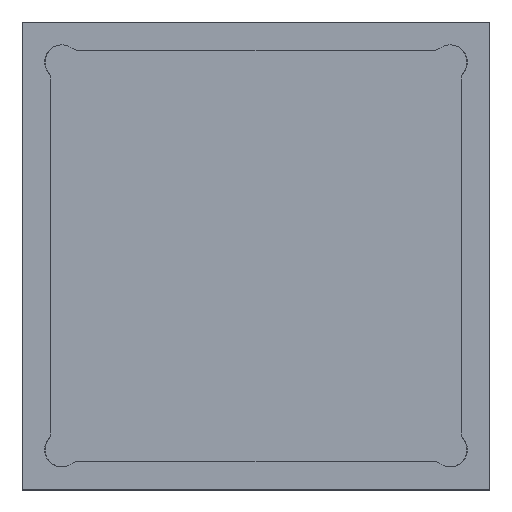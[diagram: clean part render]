
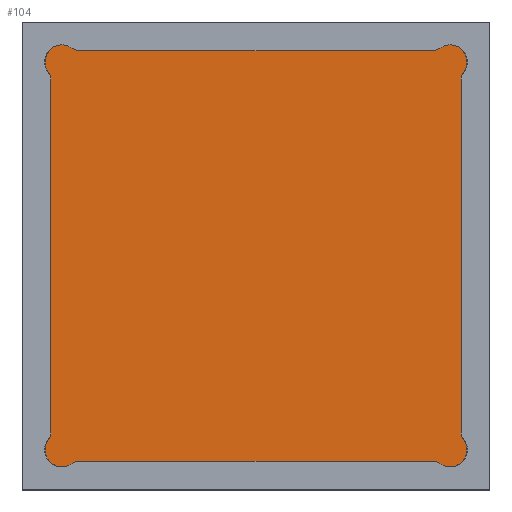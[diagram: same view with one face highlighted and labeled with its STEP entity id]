
A CAD part, top view. The second image highlights one B-rep face of the part: STEP entity #104.
In plain terms, the highlighted planar face has unit normal (0, 0, 1).
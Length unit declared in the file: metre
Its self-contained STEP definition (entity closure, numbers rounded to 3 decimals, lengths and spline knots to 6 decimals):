
#104=ADVANCED_FACE('0:18927',(#209),#210,.T.);
#209=FACE_OUTER_BOUND('',#560,.T.);
#210=PLANE('',#561);
#560=EDGE_LOOP('',(#873,#874,#875,#876,#877,#878,#879,#880,#881,#882,#883,#884,#885,#886,#887,#888,#889,#890,#891,#892,#893,#894,#895,#896));
#561=AXIS2_PLACEMENT_3D('',#897,#898,#899);
#873=ORIENTED_EDGE('',*,*,#1045,.F.);
#874=ORIENTED_EDGE('',*,*,#957,.T.);
#875=ORIENTED_EDGE('',*,*,#1021,.T.);
#876=ORIENTED_EDGE('',*,*,#1016,.F.);
#877=ORIENTED_EDGE('',*,*,#964,.F.);
#878=ORIENTED_EDGE('',*,*,#1028,.T.);
#879=ORIENTED_EDGE('',*,*,#1024,.T.);
#880=ORIENTED_EDGE('',*,*,#994,.F.);
#881=ORIENTED_EDGE('',*,*,#985,.T.);
#882=ORIENTED_EDGE('',*,*,#983,.T.);
#883=ORIENTED_EDGE('',*,*,#977,.F.);
#884=ORIENTED_EDGE('',*,*,#991,.F.);
#885=ORIENTED_EDGE('',*,*,#1003,.T.);
#886=ORIENTED_EDGE('',*,*,#967,.T.);
#887=ORIENTED_EDGE('',*,*,#1010,.T.);
#888=ORIENTED_EDGE('',*,*,#1005,.F.);
#889=ORIENTED_EDGE('',*,*,#974,.F.);
#890=ORIENTED_EDGE('',*,*,#1014,.T.);
#891=ORIENTED_EDGE('',*,*,#1048,.T.);
#892=ORIENTED_EDGE('',*,*,#1049,.F.);
#893=ORIENTED_EDGE('',*,*,#1050,.T.);
#894=ORIENTED_EDGE('',*,*,#954,.T.);
#895=ORIENTED_EDGE('',*,*,#948,.F.);
#896=ORIENTED_EDGE('',*,*,#1051,.F.);
#897=CARTESIAN_POINT('',(-0.027,0.025,0.015));
#898=DIRECTION('',(0.0,0.0,1.0));
#899=DIRECTION('',(1.0,0.0,0.0));
#948=EDGE_CURVE('0:2540',#1063,#1066,#1067,.F.);
#954=EDGE_CURVE('0:2407',#1073,#1066,#1076,.T.);
#957=EDGE_CURVE('0:19475',#1081,#1078,#1082,.F.);
#964=EDGE_CURVE('0:19472',#1092,#1088,#1094,.T.);
#967=EDGE_CURVE('0:19936',#1099,#1096,#1100,.F.);
#974=EDGE_CURVE('0:19933',#1110,#1106,#1112,.T.);
#977=EDGE_CURVE('0:19840',#1114,#1117,#1118,.F.);
#983=EDGE_CURVE('0:19828',#1124,#1117,#1127,.T.);
#985=EDGE_CURVE('0:19828',#1129,#1124,#1130,.T.);
#991=EDGE_CURVE('0:19840',#1137,#1114,#1139,.F.);
#994=EDGE_CURVE('0:19861',#1129,#1143,#1144,.F.);
#1003=EDGE_CURVE('0:19909',#1137,#1099,#1157,.F.);
#1005=EDGE_CURVE('0:19933',#1106,#1159,#1160,.T.);
#1010=EDGE_CURVE('0:19936',#1096,#1159,#1166,.F.);
#1014=EDGE_CURVE('0:19930',#1110,#1170,#1172,.F.);
#1016=EDGE_CURVE('0:19472',#1088,#1174,#1175,.T.);
#1021=EDGE_CURVE('0:19475',#1078,#1174,#1181,.F.);
#1024=EDGE_CURVE('0:19466',#1185,#1143,#1186,.F.);
#1028=EDGE_CURVE('0:19469',#1092,#1185,#1190,.F.);
#1045=EDGE_CURVE('0:19028',#1081,#1214,#1215,.F.);
#1048=EDGE_CURVE('0:18527',#1170,#1218,#1219,.F.);
#1049=EDGE_CURVE('0:2543',#1220,#1218,#1221,.F.);
#1050=EDGE_CURVE('0:2407',#1220,#1073,#1222,.T.);
#1051=EDGE_CURVE('0:2540',#1214,#1063,#1223,.F.);
#1063=VERTEX_POINT('',#1235);
#1066=VERTEX_POINT('',#1239);
#1067=ELLIPSE('',#1240,0.002,0.002);
#1073=VERTEX_POINT('',#1247);
#1076=ELLIPSE('',#1251,0.003,0.003);
#1078=VERTEX_POINT('',#1253);
#1081=VERTEX_POINT('',#1257);
#1082=ELLIPSE('',#1258,0.002,0.002);
#1088=VERTEX_POINT('',#1265);
#1092=VERTEX_POINT('',#1270);
#1094=ELLIPSE('',#1272,0.003,0.003);
#1096=VERTEX_POINT('',#1274);
#1099=VERTEX_POINT('',#1278);
#1100=ELLIPSE('',#1279,0.002,0.002);
#1106=VERTEX_POINT('',#1286);
#1110=VERTEX_POINT('',#1291);
#1112=ELLIPSE('',#1293,0.003,0.003);
#1114=VERTEX_POINT('',#1295);
#1117=VERTEX_POINT('',#1299);
#1118=ELLIPSE('',#1300,0.002,0.002);
#1124=VERTEX_POINT('',#1307);
#1127=ELLIPSE('',#1311,0.003,0.003);
#1129=VERTEX_POINT('',#1313);
#1130=ELLIPSE('',#1314,0.003,0.003);
#1137=VERTEX_POINT('',#1321);
#1139=ELLIPSE('',#1324,0.002,0.002);
#1143=VERTEX_POINT('',#1333);
#1144=B_SPLINE_CURVE_WITH_KNOTS('',3,(#1334,#1335,#1336,#1337,#1338,#1339),.UNSPECIFIED.,.F.,.F.,(4,2,4),(0.0,0.000631,0.001261),.UNSPECIFIED.);
#1157=LINE('',#1357,#1358);
#1159=VERTEX_POINT('',#1360);
#1160=ELLIPSE('',#1361,0.003,0.003);
#1166=ELLIPSE('',#1368,0.002,0.002);
#1170=VERTEX_POINT('',#1377);
#1172=B_SPLINE_CURVE_WITH_KNOTS('',3,(#1379,#1380,#1381,#1382,#1383,#1384),.UNSPECIFIED.,.F.,.F.,(4,2,4),(0.0,0.000631,0.001261),.UNSPECIFIED.);
#1174=VERTEX_POINT('',#1386);
#1175=ELLIPSE('',#1387,0.003,0.003);
#1181=ELLIPSE('',#1394,0.002,0.002);
#1185=VERTEX_POINT('',#1399);
#1186=LINE('',#1400,#1401);
#1190=B_SPLINE_CURVE_WITH_KNOTS('',3,(#1410,#1411,#1412,#1413,#1414,#1415),.UNSPECIFIED.,.F.,.F.,(4,2,4),(0.0,0.000631,0.001261),.UNSPECIFIED.);
#1214=VERTEX_POINT('',#1453);
#1215=LINE('',#1454,#1455);
#1218=VERTEX_POINT('',#1459);
#1219=LINE('',#1460,#1461);
#1220=VERTEX_POINT('',#1462);
#1221=B_SPLINE_CURVE_WITH_KNOTS('',3,(#1463,#1464,#1465,#1466,#1467,#1468),.UNSPECIFIED.,.F.,.F.,(4,2,4),(0.0,0.000631,0.001261),.UNSPECIFIED.);
#1222=ELLIPSE('',#1469,0.003,0.003);
#1223=ELLIPSE('',#1470,0.002,0.002);
#1235=CARTESIAN_POINT('',(-0.031588,-0.036103,0.015));
#1239=CARTESIAN_POINT('',(-0.032156,-0.0364,0.015));
#1240=AXIS2_PLACEMENT_3D('',#1483,#1484,#1485);
#1247=CARTESIAN_POINT('',(-0.036957,-0.034,0.015));
#1251=AXIS2_PLACEMENT_3D('',#1494,#1495,#1496);
#1253=CARTESIAN_POINT('',(0.031588,-0.036103,0.015));
#1257=CARTESIAN_POINT('',(0.030956,-0.036,0.015));
#1258=AXIS2_PLACEMENT_3D('',#1498,#1499,#1500);
#1265=CARTESIAN_POINT('',(0.036957,-0.034,0.015));
#1270=CARTESIAN_POINT('',(0.036383,-0.032235,0.015));
#1272=AXIS2_PLACEMENT_3D('',#1512,#1513,#1514);
#1274=CARTESIAN_POINT('',(-0.031588,0.036103,0.015));
#1278=CARTESIAN_POINT('',(-0.030956,0.036,0.015));
#1279=AXIS2_PLACEMENT_3D('',#1516,#1517,#1518);
#1286=CARTESIAN_POINT('',(-0.036957,0.034,0.015));
#1291=CARTESIAN_POINT('',(-0.036383,0.032235,0.015));
#1293=AXIS2_PLACEMENT_3D('',#1530,#1531,#1532);
#1295=CARTESIAN_POINT('',(0.031588,0.036103,0.015));
#1299=CARTESIAN_POINT('',(0.032156,0.0364,0.015));
#1300=AXIS2_PLACEMENT_3D('',#1534,#1535,#1536);
#1307=CARTESIAN_POINT('',(0.036957,0.034,0.015));
#1311=AXIS2_PLACEMENT_3D('',#1545,#1546,#1547);
#1313=CARTESIAN_POINT('',(0.036383,0.032235,0.015));
#1314=AXIS2_PLACEMENT_3D('',#1548,#1549,#1550);
#1321=CARTESIAN_POINT('',(0.030956,0.036,0.015));
#1324=AXIS2_PLACEMENT_3D('',#1561,#1562,#1563);
#1333=CARTESIAN_POINT('',(0.036,0.031058,0.015));
#1334=CARTESIAN_POINT('',(0.036,0.031058,0.015));
#1335=CARTESIAN_POINT('',(0.036,0.031268,0.015));
#1336=CARTESIAN_POINT('',(0.036033,0.031477,0.015));
#1337=CARTESIAN_POINT('',(0.036163,0.031877,0.015));
#1338=CARTESIAN_POINT('',(0.036259,0.032065,0.015));
#1339=CARTESIAN_POINT('',(0.036383,0.032235,0.015));
#1357=CARTESIAN_POINT('',(-0.01377,0.036,0.015));
#1358=VECTOR('',#1572,1.0);
#1360=CARTESIAN_POINT('',(-0.032156,0.0364,0.015));
#1361=AXIS2_PLACEMENT_3D('',#1573,#1574,#1575);
#1368=AXIS2_PLACEMENT_3D('',#1583,#1584,#1585);
#1377=CARTESIAN_POINT('',(-0.036,0.031058,0.015));
#1379=CARTESIAN_POINT('',(-0.036,0.031058,0.015));
#1380=CARTESIAN_POINT('',(-0.036,0.031268,0.015));
#1381=CARTESIAN_POINT('',(-0.036033,0.031477,0.015));
#1382=CARTESIAN_POINT('',(-0.036163,0.031877,0.015));
#1383=CARTESIAN_POINT('',(-0.036259,0.032065,0.015));
#1384=CARTESIAN_POINT('',(-0.036383,0.032235,0.015));
#1386=CARTESIAN_POINT('',(0.032156,-0.0364,0.015));
#1387=AXIS2_PLACEMENT_3D('',#1589,#1590,#1591);
#1394=AXIS2_PLACEMENT_3D('',#1599,#1600,#1601);
#1399=CARTESIAN_POINT('',(0.036,-0.031058,0.015));
#1400=CARTESIAN_POINT('',(0.036,0.012165,0.015));
#1401=VECTOR('',#1603,1.0);
#1410=CARTESIAN_POINT('',(0.036,-0.031058,0.015));
#1411=CARTESIAN_POINT('',(0.036,-0.031268,0.015));
#1412=CARTESIAN_POINT('',(0.036033,-0.031477,0.015));
#1413=CARTESIAN_POINT('',(0.036163,-0.031877,0.015));
#1414=CARTESIAN_POINT('',(0.036259,-0.032065,0.015));
#1415=CARTESIAN_POINT('',(0.036383,-0.032235,0.015));
#1453=CARTESIAN_POINT('',(-0.030956,-0.036,0.015));
#1454=CARTESIAN_POINT('',(-0.01377,-0.036,0.015));
#1455=VECTOR('',#1622,1.0);
#1459=CARTESIAN_POINT('',(-0.036,-0.031058,0.015));
#1460=CARTESIAN_POINT('',(-0.036,-0.012165,0.015));
#1461=VECTOR('',#1624,1.0);
#1462=CARTESIAN_POINT('',(-0.036383,-0.032235,0.015));
#1463=CARTESIAN_POINT('',(-0.036,-0.031058,0.015));
#1464=CARTESIAN_POINT('',(-0.036,-0.031268,0.015));
#1465=CARTESIAN_POINT('',(-0.036033,-0.031477,0.015));
#1466=CARTESIAN_POINT('',(-0.036163,-0.031877,0.015));
#1467=CARTESIAN_POINT('',(-0.036259,-0.032065,0.015));
#1468=CARTESIAN_POINT('',(-0.036383,-0.032235,0.015));
#1469=AXIS2_PLACEMENT_3D('',#1625,#1626,#1627);
#1470=AXIS2_PLACEMENT_3D('',#1628,#1629,#1630);
#1483=CARTESIAN_POINT('',(-0.030956,-0.038,0.015));
#1484=DIRECTION('',(-0.0,0.0,-1.0));
#1485=DIRECTION('',(-1.0,0.,0.0));
#1494=CARTESIAN_POINT('',(-0.033956,-0.034,0.015));
#1495=DIRECTION('',(0.0,0.0,1.0));
#1496=DIRECTION('',(1.0,0.0,0.0));
#1498=CARTESIAN_POINT('',(0.030956,-0.038,0.015));
#1499=DIRECTION('',(-0.0,0.0,1.0));
#1500=DIRECTION('',(1.0,0.,0.0));
#1512=CARTESIAN_POINT('',(0.033956,-0.034,0.015));
#1513=DIRECTION('',(-0.0,0.0,-1.0));
#1514=DIRECTION('',(-1.0,0.0,0.0));
#1516=CARTESIAN_POINT('',(-0.030956,0.038,0.015));
#1517=DIRECTION('',(0.0,-0.0,1.0));
#1518=DIRECTION('',(-1.0,0.,0.0));
#1530=CARTESIAN_POINT('',(-0.033956,0.034,0.015));
#1531=DIRECTION('',(0.0,0.0,-1.0));
#1532=DIRECTION('',(1.0,0.0,0.0));
#1534=CARTESIAN_POINT('',(0.030956,0.038,0.015));
#1535=DIRECTION('',(0.0,0.0,-1.0));
#1536=DIRECTION('',(1.0,0.,0.0));
#1545=CARTESIAN_POINT('',(0.033956,0.034,0.015));
#1546=DIRECTION('',(0.0,-0.0,1.0));
#1547=DIRECTION('',(-1.0,0.0,0.0));
#1548=CARTESIAN_POINT('',(0.033956,0.034,0.015));
#1549=DIRECTION('',(0.0,-0.0,1.0));
#1550=DIRECTION('',(-1.0,0.0,0.0));
#1561=CARTESIAN_POINT('',(0.030956,0.038,0.015));
#1562=DIRECTION('',(0.0,0.0,-1.0));
#1563=DIRECTION('',(1.0,0.,0.0));
#1572=DIRECTION('',(1.0,-0.0,0.0));
#1573=CARTESIAN_POINT('',(-0.033956,0.034,0.015));
#1574=DIRECTION('',(0.0,0.0,-1.0));
#1575=DIRECTION('',(1.0,0.0,0.0));
#1583=CARTESIAN_POINT('',(-0.030956,0.038,0.015));
#1584=DIRECTION('',(0.0,-0.0,1.0));
#1585=DIRECTION('',(-1.0,0.,0.0));
#1589=CARTESIAN_POINT('',(0.033956,-0.034,0.015));
#1590=DIRECTION('',(-0.0,0.0,-1.0));
#1591=DIRECTION('',(-1.0,0.0,0.0));
#1599=CARTESIAN_POINT('',(0.030956,-0.038,0.015));
#1600=DIRECTION('',(-0.0,0.0,1.0));
#1601=DIRECTION('',(1.0,0.,0.0));
#1603=DIRECTION('',(0.0,-1.0,0.0));
#1622=DIRECTION('',(1.0,0.0,0.0));
#1624=DIRECTION('',(0.0,1.0,0.0));
#1625=CARTESIAN_POINT('',(-0.033956,-0.034,0.015));
#1626=DIRECTION('',(0.0,0.0,1.0));
#1627=DIRECTION('',(1.0,0.0,0.0));
#1628=CARTESIAN_POINT('',(-0.030956,-0.038,0.015));
#1629=DIRECTION('',(-0.0,0.0,-1.0));
#1630=DIRECTION('',(-1.0,0.,0.0));
